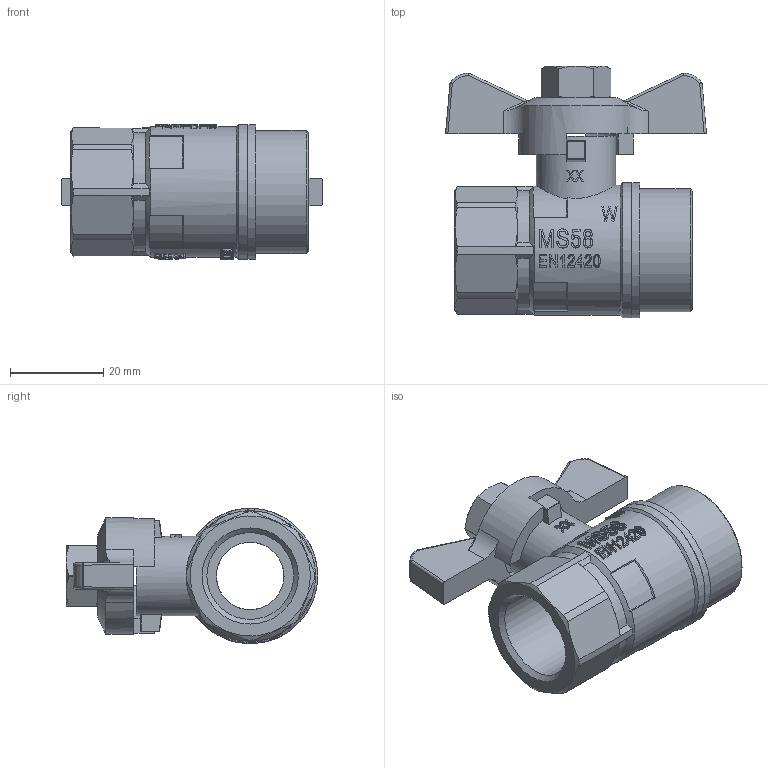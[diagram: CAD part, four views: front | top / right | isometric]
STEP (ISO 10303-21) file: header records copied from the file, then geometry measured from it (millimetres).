
FILE_DESCRIPTION(/* description */ ('Unknown'),/* implementation_level */ '2;1');
FILE_NAME(/* name */ '707-45',/* time_stamp */ '2022-06-30T12:30:17+02:00',/* author */ ('Unknown'),/* organization */ ('Unknown'),/* preprocessor_version */ 'ST-DEVELOPER v16.7',/* originating_system */ 'Solid Edge',/* authorisation */ 'Unknown');
FILE_SCHEMA (('AUTOMOTIVE_DESIGN {1 0 10303 214 3 1 1}'));
Length unit declared in the file: millimetre
Products named in the file (10): 707-45; 600-1_2-Mutter.2; Fl_gelgriff-1_4-3_4; 600-1_2-Mutter; 707-45-Einschraubteil; 600-1_2-Kvrper
Assembly tree (9 placements, depth 3):
  707-45
    600-1_2-Mutter.2
      600-1_2-Mutter.2
    Fl_gelgriff-1_4-3_4
      Fl_gelgriff-1_4-3_4
    600-1_2-Mutter
      600-1_2-Mutter
    707-45-Einschraubteil
    600-1_2-Kvrper
      600-1_2-Kvrper
Bounding box: 56 x 54 x 29 mm (x, y, z)
Volume: 21724.7 mm3; surface area: 15974.7 mm2
Topology: 5 solids, 5 shells, 1143 faces, 3202 edges, 2119 vertices
Faces by surface type: plane 970, cylinder 102, cone 48, bspline 14, sphere 8, torus 1
Full cylindrical faces by diameter (mm): 6.75 x2, 9.1 x1, 10.8 x1, 12.5 x1, 14.5 x2, 16 x1, 17 x1, 18.5 x1, 18.631 x2, 19.2 x2, 23.5 x1, 25 x1, 25.5 x1, 26.441 x1, 28 x1, 29 x2
Entity records: 48692 total; most frequent: CARTESIAN_POINT 10605, DIRECTION 7076, ORIENTED_EDGE 6284, EDGE_CURVE 3142, AXIS2_PLACEMENT_3D 2920, VERTEX_POINT 2102, ELLIPSE 1438, EDGE_LOOP 1248
